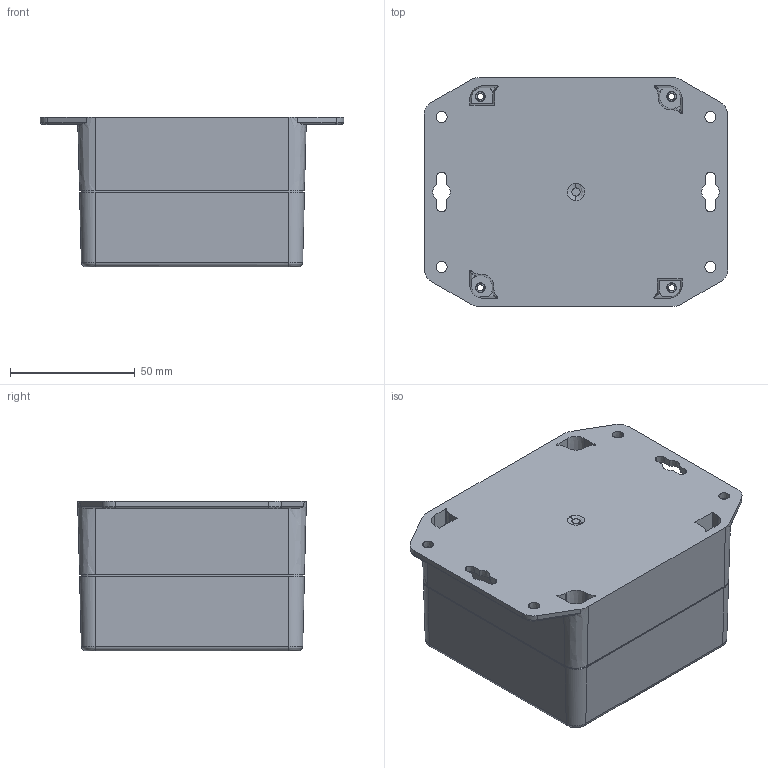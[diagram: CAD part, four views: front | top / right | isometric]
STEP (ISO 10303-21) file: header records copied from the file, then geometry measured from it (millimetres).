
FILE_DESCRIPTION (( 'STEP AP203' ), '1' );
FILE_NAME ('ZP90.90.60SU_TM.STEP', '2021-09-28T10:06:39', ( '' ), ( '' ), 'SwSTEP 2.0', 'SolidWorks 2015', '' );
FILE_SCHEMA (( 'CONFIG_CONTROL_DESIGN' ));
Length unit declared in the file: millimetre
Products named in the file (6): ZPB90.90.30U; Sleeve; Gasket; Gasket_A; ZPC90.90.30; ZP90.90.60SU_TM
Assembly tree (8 placements, depth 2):
  ZP90.90.60SU_TM
    ZPB90.90.30U
    Sleeve  x4
    Gasket
    Gasket_A
    ZPC90.90.30
Bounding box: 121.54 x 91.54 x 60 mm (x, y, z)
Volume: 146007.7 mm3; surface area: 96593.8 mm2
Topology: 8 solids, 8 shells, 2015 faces, 4546 edges, 2639 vertices
Faces by surface type: plane 1097, bspline 383, cone 335, cylinder 198, torus 2
Entity records: 51000 total; most frequent: CARTESIAN_POINT 23948, ORIENTED_EDGE 6076, DIRECTION 4412, EDGE_CURVE 3038, VERTEX_POINT 1887, AXIS2_PLACEMENT_3D 1533, EDGE_LOOP 1379, VECTOR 1346
